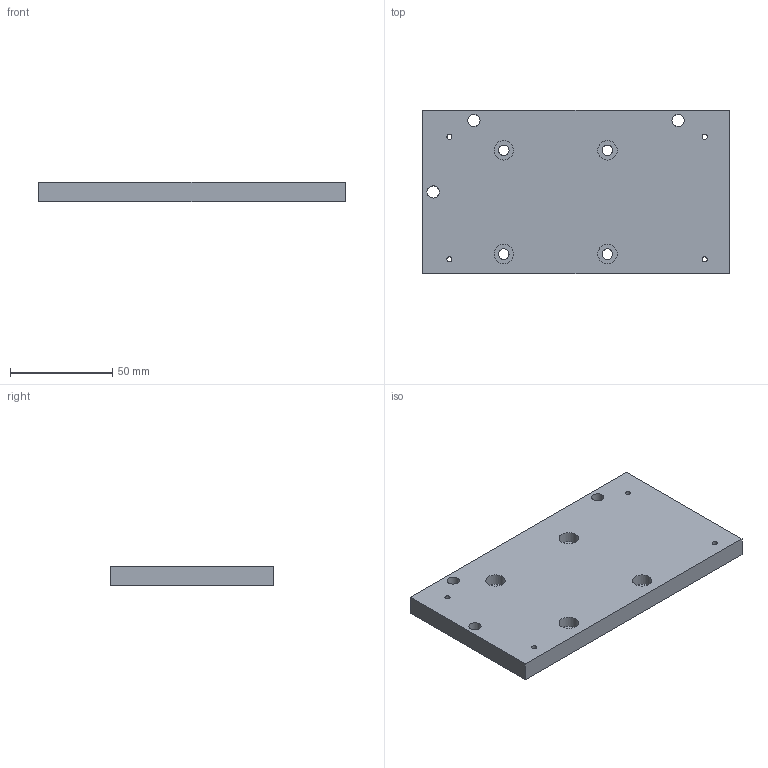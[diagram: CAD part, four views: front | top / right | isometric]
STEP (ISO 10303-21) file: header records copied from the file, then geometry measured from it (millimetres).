
FILE_DESCRIPTION(/* description */ (''),/* implementation_level */ '2;1');
FILE_NAME(/* name */ 'F10129576--_1-FIXTURE_ CMS2 ETL_ VACUUM CHUCK- SENSOR PACKAGE BASE FIXTURE.stp',/* time_stamp */ '2020-07-09T15:58:50-05:00',/* author */ (''),/* organization */ (''),/* preprocessor_version */ 'ST-DEVELOPER v16',/* originating_system */ 'SIEMENS PLM Software NX 11.0',/* authorisation */ '');
FILE_SCHEMA (('AUTOMOTIVE_DESIGN { 1 0 10303 214 3 1 1 1 }'));
Length unit declared in the file: millimetre
Products named in the file (1): F10129576--_1-FIXTURE_ CMS2 ETL_ VACUUM CHUCK- SENSOR PACKAGE BASE FI
XTURE
Bounding box: 150 x 80 x 9.53 mm (x, y, z)
Volume: 111406.3 mm3; surface area: 29761.8 mm2
Topology: 1 solids, 1 shells, 25 faces, 68 edges, 49 vertices
Faces by surface type: cylinder 15, plane 10
Full cylindrical faces by diameter (mm): 2.5 x4, 5.159 x4, 5.98 x3, 9.525 x4
Entity records: 714 total; most frequent: DIRECTION 124, CARTESIAN_POINT 106, ORIENTED_EDGE 84, EDGE_LOOP 66, FACE_BOUND 62, AXIS2_PLACEMENT_3D 56, EDGE_CURVE 42, VERTEX_POINT 38
